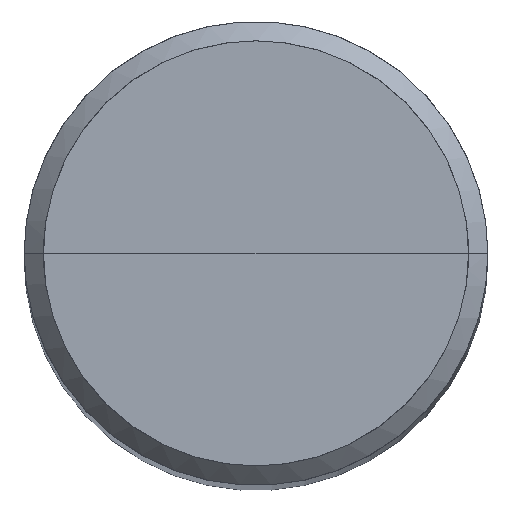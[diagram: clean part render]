
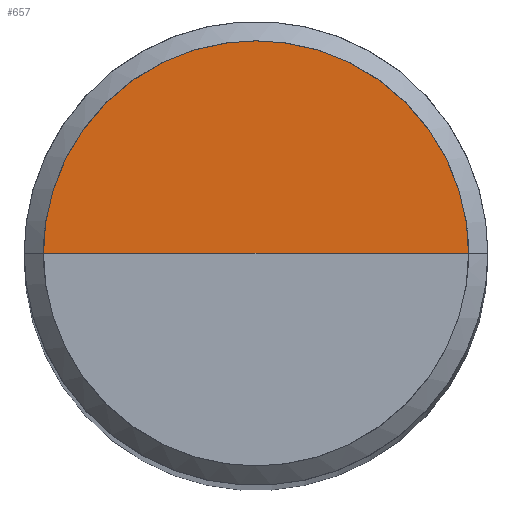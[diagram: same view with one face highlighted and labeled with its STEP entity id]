
A CAD part, top view. The second image highlights one B-rep face of the part: STEP entity #657.
In plain terms, the highlighted free-form (B-spline) face has degree [1, 2] with [2, 5] control points.
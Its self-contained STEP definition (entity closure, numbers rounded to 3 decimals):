
#390=CARTESIAN_POINT('',(2.75,0.0,47.0));
#391=CARTESIAN_POINT('',(2.75,2.75,47.0));
#392=CARTESIAN_POINT('',(0.0,2.75,47.0));
#393=CARTESIAN_POINT('',(-2.75,2.75,47.0));
#394=CARTESIAN_POINT('',(-2.75,0.0,47.0));
#395=CARTESIAN_POINT('',(0.0,0.0,47.0));
#642=(
BOUNDED_SURFACE()
B_SPLINE_SURFACE(1,2,(
(#390,#391,#392,#393,#394),
(#395,#395,#395,#395,#395)
), .UNSPECIFIED.,.F.,.F.,.F.)
B_SPLINE_SURFACE_WITH_KNOTS((2,2),(3,2,3),(
0.0,1.0),(
0.0,0.5,1.0), .UNSPECIFIED.)
GEOMETRIC_REPRESENTATION_ITEM()
RATIONAL_B_SPLINE_SURFACE(((1.0,0.707,1.0,0.707,1.0),
(1.0,0.707,1.0,0.707,1.0)
))
REPRESENTATION_ITEM('')
SURFACE()
);
#643=(
BOUNDED_CURVE()
B_SPLINE_CURVE(2,(#394,#393,#392,#391,#390),.UNSPECIFIED.,.F.,.F.)
B_SPLINE_CURVE_WITH_KNOTS((3,2,3),
(0.0,0.5,1.0),.UNSPECIFIED.)
CURVE()
GEOMETRIC_REPRESENTATION_ITEM()
RATIONAL_B_SPLINE_CURVE((1.0,0.707,1.0,0.707,1.0))
REPRESENTATION_ITEM('')
);
#644=(
BOUNDED_CURVE()
B_SPLINE_CURVE(1,(#390,#395),.UNSPECIFIED.,.F.,.F.)
B_SPLINE_CURVE_WITH_KNOTS((2,2),
(0.0,1.0),.UNSPECIFIED.)
CURVE()
GEOMETRIC_REPRESENTATION_ITEM()
RATIONAL_B_SPLINE_CURVE((1.0,1.0))
REPRESENTATION_ITEM('')
);
#645=(
BOUNDED_CURVE()
B_SPLINE_CURVE(1,(#395,#394),.UNSPECIFIED.,.F.,.F.)
B_SPLINE_CURVE_WITH_KNOTS((2,2),
(0.0,1.0),.UNSPECIFIED.)
CURVE()
GEOMETRIC_REPRESENTATION_ITEM()
RATIONAL_B_SPLINE_CURVE((1.0,1.0))
REPRESENTATION_ITEM('')
);
#646=VERTEX_POINT('',#390);
#647=VERTEX_POINT('',#394);
#648=VERTEX_POINT('',#395);
#649=EDGE_CURVE('',#647,#646,#643,.T.);
#650=EDGE_CURVE('',#646,#648,#644,.T.);
#651=EDGE_CURVE('',#648,#647,#645,.T.);
#652=ORIENTED_EDGE('',*,*,#649,.T.);
#653=ORIENTED_EDGE('',*,*,#650,.T.);
#654=ORIENTED_EDGE('',*,*,#651,.T.);
#655=EDGE_LOOP('',(#652,#653,#654));
#656=FACE_OUTER_BOUND('',#655,.T.);
#657=ADVANCED_FACE('',(#656),#642,.T.);
